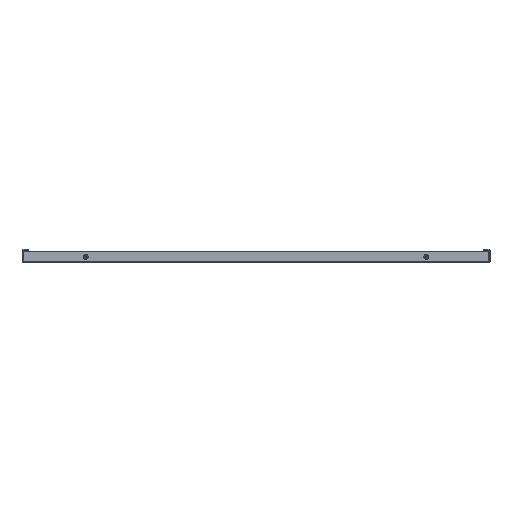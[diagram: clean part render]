
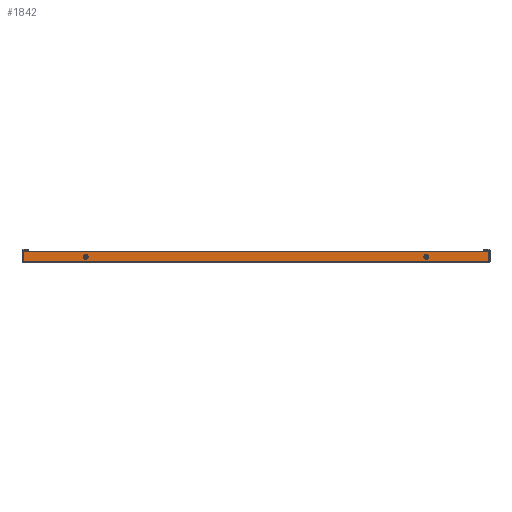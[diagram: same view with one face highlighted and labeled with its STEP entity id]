
A CAD part, front view. The second image highlights one B-rep face of the part: STEP entity #1842.
In plain terms, the highlighted planar face has unit normal (0, -1, 0).
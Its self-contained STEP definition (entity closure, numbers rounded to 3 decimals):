
#1842 = ADVANCED_FACE ( 'NONE', ( #5670, #5685, #5687 ), #23655, .F. ) ;
#1849 = AXIS2_PLACEMENT_3D ( 'NONE', #23657, #23653, #23651 ) ;
#2423 = AXIS2_PLACEMENT_3D ( 'NONE', #13645, #13644, #13643 ) ;
#2456 = AXIS2_PLACEMENT_3D ( 'NONE', #22085, #21837, #21839 ) ;
#2495 = AXIS2_PLACEMENT_3D ( 'NONE', #14168, #14166, #14165 ) ;
#2501 = AXIS2_PLACEMENT_3D ( 'NONE', #14288, #14284, #14283 ) ;
#2528 = ORIENTED_EDGE ( 'NONE', *, *, #11677, .F. ) ;
#3120 = EDGE_LOOP ( 'NONE', ( #21615, #20450, #2528, #20703 ) ) ;
#3192 = EDGE_LOOP ( 'NONE', ( #21199, #26251 ) ) ;
#3283 = EDGE_LOOP ( 'NONE', ( #20977, #20991 ) ) ;
#3766 = VERTEX_POINT ( 'NONE', #23214 ) ;
#4018 = VERTEX_POINT ( 'NONE', #23153 ) ;
#4034 = VERTEX_POINT ( 'NONE', #23148 ) ;
#4066 = VERTEX_POINT ( 'NONE', #23140 ) ;
#5670 = FACE_OUTER_BOUND ( 'NONE', #3120, .T. ) ;
#5685 = FACE_BOUND ( 'NONE', #3192, .T. ) ;
#5687 = FACE_BOUND ( 'NONE', #3283, .T. ) ;
#7582 = VERTEX_POINT ( 'NONE', #10381 ) ;
#7596 = VERTEX_POINT ( 'NONE', #10364 ) ;
#7614 = VERTEX_POINT ( 'NONE', #10343 ) ;
#7634 = VERTEX_POINT ( 'NONE', #10323 ) ;
#10323 = CARTESIAN_POINT ( 'NONE',  ( -371.4, -880.5, 1.51 ) ) ;
#10343 = CARTESIAN_POINT ( 'NONE',  ( -271.4, -880.5, 13.5 ) ) ;
#10364 = CARTESIAN_POINT ( 'NONE',  ( 371.4, -880.5, 1.51 ) ) ;
#10381 = CARTESIAN_POINT ( 'NONE',  ( -271.4, -880.5, 5.5 ) ) ;
#11622 = EDGE_CURVE ( 'NONE', #7614, #7582, #24651, .T. ) ;
#11650 = EDGE_CURVE ( 'NONE', #4066, #4034, #24696, .T. ) ;
#11676 = EDGE_CURVE ( 'NONE', #7596, #3766, #24337, .T. ) ;
#11677 = EDGE_CURVE ( 'NONE', #7634, #4018, #24490, .T. ) ;
#11678 = EDGE_CURVE ( 'NONE', #7596, #7634, #24486, .T. ) ;
#11730 = EDGE_CURVE ( 'NONE', #3766, #4018, #24061, .T. ) ;
#11837 = EDGE_CURVE ( 'NONE', #7582, #7614, #24081, .T. ) ;
#12174 = EDGE_CURVE ( 'NONE', #4034, #4066, #24233, .T. ) ;
#13338 = DIRECTION ( 'NONE',  ( -1., 0., 0. ) ) ;
#13340 = CARTESIAN_POINT ( 'NONE',  ( -371.5, -880.5, 18.5 ) ) ;
#13643 = DIRECTION ( 'NONE',  ( 0., 0., -1. ) ) ;
#13644 = DIRECTION ( 'NONE',  ( 0., 1., 0. ) ) ;
#13645 = CARTESIAN_POINT ( 'NONE',  ( 271.4, -880.5, 9.5 ) ) ;
#13874 = DIRECTION ( 'NONE',  ( -1., 0., 0. ) ) ;
#13880 = DIRECTION ( 'NONE',  ( 0., 0., 1. ) ) ;
#13883 = CARTESIAN_POINT ( 'NONE',  ( -371.5, -880.5, 1.51 ) ) ;
#13885 = DIRECTION ( 'NONE',  ( 0., 0., 1. ) ) ;
#13888 = CARTESIAN_POINT ( 'NONE',  ( -371.4, -880.5, 1.51 ) ) ;
#13902 = CARTESIAN_POINT ( 'NONE',  ( 371.4, -880.5, 1.51 ) ) ;
#14165 = DIRECTION ( 'NONE',  ( 0., 0., -1. ) ) ;
#14166 = DIRECTION ( 'NONE',  ( 0., 1., 0. ) ) ;
#14168 = CARTESIAN_POINT ( 'NONE',  ( 271.4, -880.5, 9.5 ) ) ;
#14283 = DIRECTION ( 'NONE',  ( 0., 0., -1. ) ) ;
#14284 = DIRECTION ( 'NONE',  ( 0., -1., 0. ) ) ;
#14288 = CARTESIAN_POINT ( 'NONE',  ( -271.4, -880.5, 9.5 ) ) ;
#20450 = ORIENTED_EDGE ( 'NONE', *, *, #11730, .T. ) ;
#20703 = ORIENTED_EDGE ( 'NONE', *, *, #11678, .F. ) ;
#20977 = ORIENTED_EDGE ( 'NONE', *, *, #12174, .T. ) ;
#20991 = ORIENTED_EDGE ( 'NONE', *, *, #11650, .T. ) ;
#21199 = ORIENTED_EDGE ( 'NONE', *, *, #11837, .F. ) ;
#21615 = ORIENTED_EDGE ( 'NONE', *, *, #11676, .T. ) ;
#21837 = DIRECTION ( 'NONE',  ( 0., -1., 0. ) ) ;
#21839 = DIRECTION ( 'NONE',  ( 0., 0., -1. ) ) ;
#22085 = CARTESIAN_POINT ( 'NONE',  ( -271.4, -880.5, 9.5 ) ) ;
#23140 = CARTESIAN_POINT ( 'NONE',  ( 271.4, -880.5, 13.5 ) ) ;
#23148 = CARTESIAN_POINT ( 'NONE',  ( 271.4, -880.5, 5.5 ) ) ;
#23153 = CARTESIAN_POINT ( 'NONE',  ( -371.4, -880.5, 18.5 ) ) ;
#23214 = CARTESIAN_POINT ( 'NONE',  ( 371.4, -880.5, 18.5 ) ) ;
#23651 = DIRECTION ( 'NONE',  ( 0., 0., 1. ) ) ;
#23653 = DIRECTION ( 'NONE',  ( 0., 1., 0. ) ) ;
#23655 = PLANE ( 'NONE',  #1849 ) ;
#23657 = CARTESIAN_POINT ( 'NONE',  ( -371.5, -880.5, 18.5 ) ) ;
#24061 = LINE ( 'NONE', #13340, #24395 ) ;
#24081 = CIRCLE ( 'NONE', #2456, 4. ) ;
#24233 = CIRCLE ( 'NONE', #2423, 4. ) ;
#24337 = LINE ( 'NONE', #13902, #24482 ) ;
#24395 = VECTOR ( 'NONE', #13338, 1000. ) ;
#24469 = VECTOR ( 'NONE', #13874, 1000. ) ;
#24480 = VECTOR ( 'NONE', #13880, 1000. ) ;
#24482 = VECTOR ( 'NONE', #13885, 1000. ) ;
#24486 = LINE ( 'NONE', #13883, #24469 ) ;
#24490 = LINE ( 'NONE', #13888, #24480 ) ;
#24651 = CIRCLE ( 'NONE', #2501, 4. ) ;
#24696 = CIRCLE ( 'NONE', #2495, 4. ) ;
#26251 = ORIENTED_EDGE ( 'NONE', *, *, #11622, .F. ) ;
